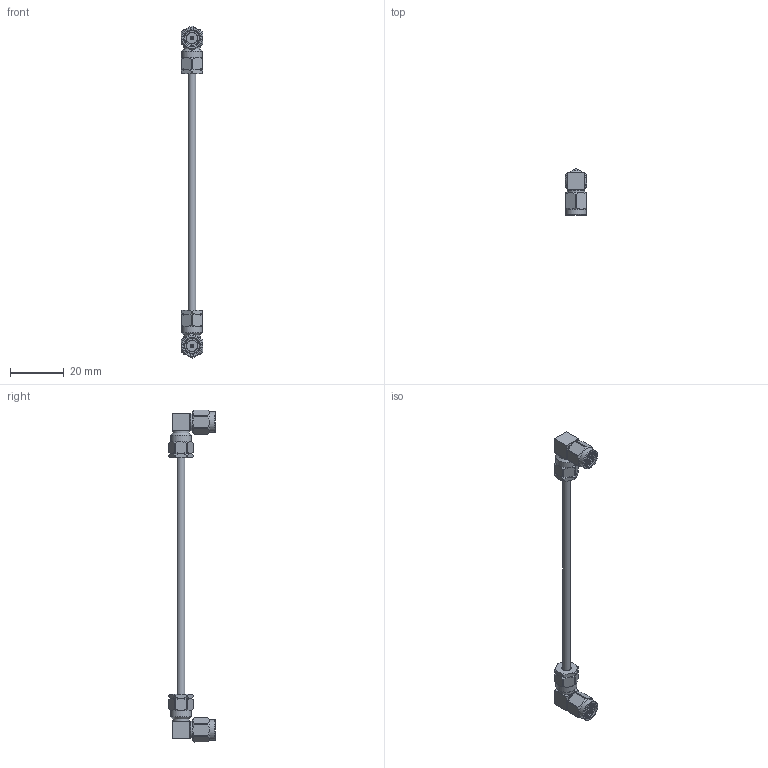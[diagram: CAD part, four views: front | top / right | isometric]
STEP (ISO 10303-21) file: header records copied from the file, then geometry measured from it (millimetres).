
FILE_DESCRIPTION (( 'STEP AP203' ), '1' );
FILE_NAME ('PE3C6063_3D.step', '2021-05-06T15:09:13', ( '' ), ( '' ), 'SwSTEP 2.0', 'SolidWorks 2020', '' );
FILE_SCHEMA (( 'CONFIG_CONTROL_DESIGN' ));
Length unit declared in the file: inch
Products named in the file (3): RG316DS^PE3C6063_RG-316DS; PE3C6063_3D; PE4407^PE3C6063
Assembly tree (3 placements, depth 2):
  PE3C6063_3D
    RG316DS^PE3C6063_RG-316DS
    PE4407^PE3C6063  x2
Bounding box: 7.94 x 17.19 x 123.6 mm (x, y, z)
Volume: 2857.6 mm3; surface area: 3021 mm2
Topology: 3 solids, 3 shells, 203 faces, 543 edges, 366 vertices
Faces by surface type: cylinder 71, plane 70, cone 54, bspline 8
Full cylindrical faces by diameter (mm): 0.94 x2, 1.194 x2, 2.896 x1, 3.004 x2, 4.445 x2, 6.079 x2, 6.096 x2, 6.35 x14, 7.161 x2, 7.762 x2, 7.805 x2
Entity records: 5475 total; most frequent: CARTESIAN_POINT 2895, ORIENTED_EDGE 482, DIRECTION 430, EDGE_CURVE 241, AXIS2_PLACEMENT_3D 182, VERTEX_POINT 179, EDGE_LOOP 128, FACE_OUTER_BOUND 110
